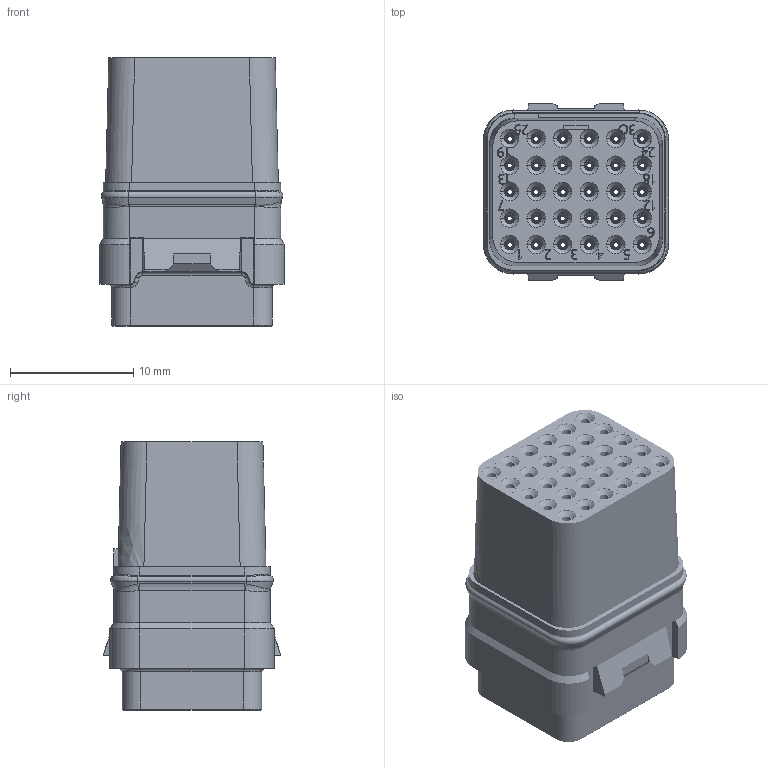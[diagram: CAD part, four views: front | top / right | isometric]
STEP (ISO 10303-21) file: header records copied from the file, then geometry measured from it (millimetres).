
FILE_DESCRIPTION((''),'2;1');
FILE_NAME('SIME3023SN','2019-12-10T',('presta_be4'),(''),'CREO PARAMETRIC BY PTC INC, 2018360','CREO PARAMETRIC BY PTC INC, 2018360','');
FILE_SCHEMA(('CONFIG_CONTROL_DESIGN'));
Products named in the file (1): SIME3023SN
Bounding box: 15 x 14.3 x 21.77 mm (x, y, z)
Volume: 2475.5 mm3; surface area: 4571.4 mm2
Topology: 1 solids, 1 shells, 3064 faces, 6991 edges, 4137 vertices
Faces by surface type: cylinder 704, extrusion 560, plane 540, torus 496, cone 488, bspline 276
Entity records: 91928 total; most frequent: CARTESIAN_POINT 24139, ORIENTED_EDGE 13982, DIRECTION 13972, EDGE_CURVE 6991, AXIS2_PLACEMENT_3D 5394, VERTEX_POINT 4137, EDGE_LOOP 3338, VECTOR 3184
